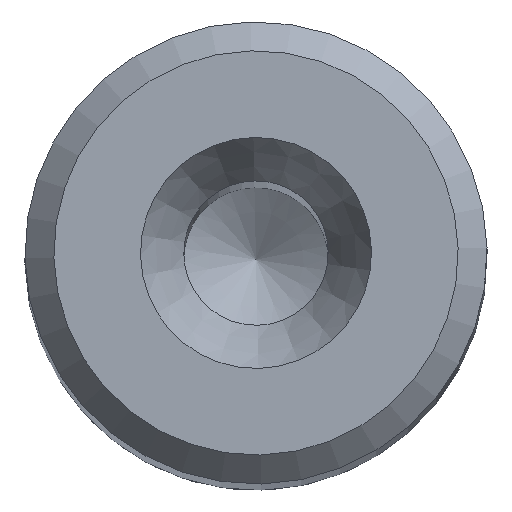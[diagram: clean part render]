
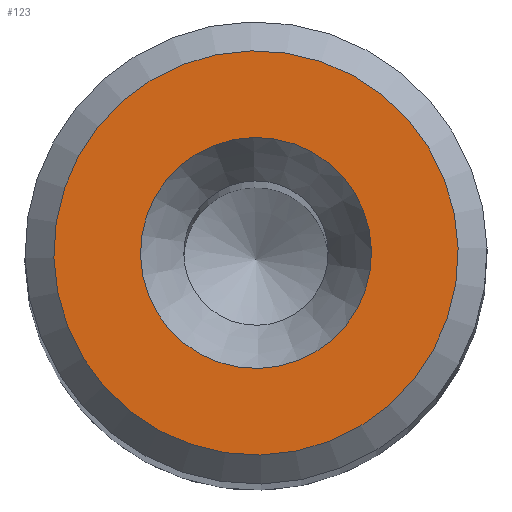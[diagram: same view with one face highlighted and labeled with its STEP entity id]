
A CAD part, top view. The second image highlights one B-rep face of the part: STEP entity #123.
In plain terms, the highlighted planar face has unit normal (0, 0, 1).
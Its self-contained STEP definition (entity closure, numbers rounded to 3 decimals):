
#100=PLANE('',#434);
#123=ADVANCED_FACE('',(#165,#166),#100,.F.);
#165=FACE_BOUND('',#224,.T.);
#166=FACE_BOUND('',#225,.T.);
#224=EDGE_LOOP('',(#282));
#225=EDGE_LOOP('',(#283));
#282=ORIENTED_EDGE('',*,*,#360,.T.);
#283=ORIENTED_EDGE('',*,*,#361,.T.);
#330=VERTEX_POINT('',#606);
#331=VERTEX_POINT('',#608);
#360=EDGE_CURVE('',#330,#330,#389,.T.);
#361=EDGE_CURVE('',#331,#331,#390,.T.);
#389=CIRCLE('',#432,4.);
#390=CIRCLE('',#433,7.);
#432=AXIS2_PLACEMENT_3D('',#605,#503,#504);
#433=AXIS2_PLACEMENT_3D('',#607,#505,#506);
#434=AXIS2_PLACEMENT_3D('',#609,#507,#508);
#503=DIRECTION('',(0.,0.,-1.));
#504=DIRECTION('',(0.626,0.78,0.));
#505=DIRECTION('',(0.,0.,1.));
#506=DIRECTION('',(0.626,0.78,0.));
#507=DIRECTION('',(0.,0.,-1.));
#508=DIRECTION('',(0.626,0.78,0.));
#605=CARTESIAN_POINT('',(0.,0.,120.));
#606=CARTESIAN_POINT('',(2.502,3.121,120.));
#607=CARTESIAN_POINT('',(0.,0.,120.));
#608=CARTESIAN_POINT('',(4.379,5.461,120.));
#609=CARTESIAN_POINT('',(6.242,-5.004,120.));
